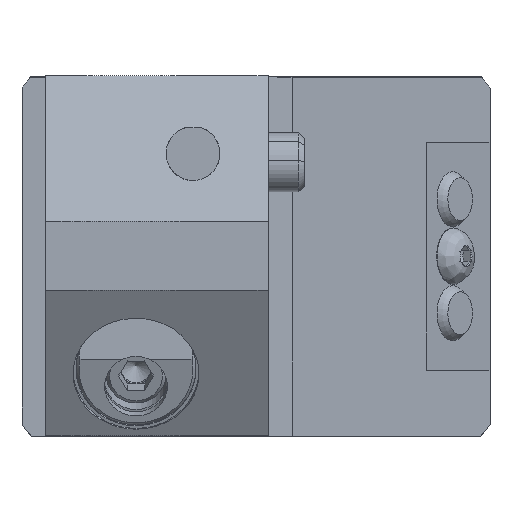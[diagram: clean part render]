
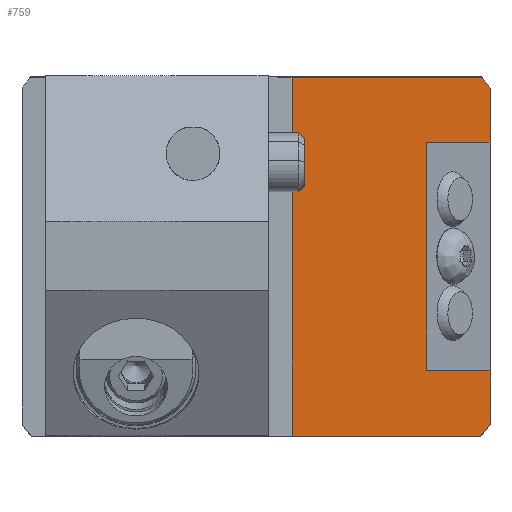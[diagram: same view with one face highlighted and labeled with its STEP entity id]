
A CAD part, top view. The second image highlights one B-rep face of the part: STEP entity #759.
In plain terms, the highlighted planar face has unit normal (0, 0, 1).
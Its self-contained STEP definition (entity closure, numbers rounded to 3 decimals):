
#364=FACE_OUTER_BOUND('',#1612,.T.);
#759=ADVANCED_FACE('',(#364),#1017,.F.);
#1017=PLANE('',#5510);
#1188=CIRCLE('',#5508,48.);
#1189=CIRCLE('',#5509,48.);
#1612=EDGE_LOOP('',(#2522,#2523,#2524,#2525,#2526,#2527,#2528,#2529,#2530,
#2531));
#2522=ORIENTED_EDGE('',*,*,#4079,.T.);
#2523=ORIENTED_EDGE('',*,*,#4080,.T.);
#2524=ORIENTED_EDGE('',*,*,#3691,.T.);
#2525=ORIENTED_EDGE('',*,*,#4078,.T.);
#2526=ORIENTED_EDGE('',*,*,#4081,.T.);
#2527=ORIENTED_EDGE('',*,*,#4082,.T.);
#2528=ORIENTED_EDGE('',*,*,#4076,.T.);
#2529=ORIENTED_EDGE('',*,*,#4067,.T.);
#2530=ORIENTED_EDGE('',*,*,#4083,.F.);
#2531=ORIENTED_EDGE('',*,*,#4084,.T.);
#3212=VERTEX_POINT('',#7253);
#3214=VERTEX_POINT('',#7256);
#3483=VERTEX_POINT('',#8514);
#3484=VERTEX_POINT('',#8516);
#3489=VERTEX_POINT('',#8529);
#3491=VERTEX_POINT('',#8536);
#3492=VERTEX_POINT('',#8540);
#3493=VERTEX_POINT('',#8541);
#3494=VERTEX_POINT('',#8544);
#3495=VERTEX_POINT('',#8547);
#3691=EDGE_CURVE('',#3214,#3212,#4390,.T.);
#4067=EDGE_CURVE('',#3484,#3483,#4610,.T.);
#4076=EDGE_CURVE('',#3489,#3484,#4617,.T.);
#4078=EDGE_CURVE('',#3212,#3491,#4619,.T.);
#4079=EDGE_CURVE('',#3492,#3493,#4620,.T.);
#4080=EDGE_CURVE('',#3493,#3214,#4621,.T.);
#4081=EDGE_CURVE('',#3491,#3494,#4622,.T.);
#4082=EDGE_CURVE('',#3494,#3489,#1188,.T.);
#4083=EDGE_CURVE('',#3495,#3483,#4623,.T.);
#4084=EDGE_CURVE('',#3495,#3492,#1189,.T.);
#4390=LINE('',#7255,#4817);
#4610=LINE('',#8515,#5037);
#4617=LINE('',#8533,#5044);
#4619=LINE('',#8537,#5046);
#4620=LINE('',#8539,#5047);
#4621=LINE('',#8542,#5048);
#4622=LINE('',#8543,#5049);
#4623=LINE('',#8546,#5050);
#4817=VECTOR('',#5773,1.);
#5037=VECTOR('',#6509,1.);
#5044=VECTOR('',#6524,1.);
#5046=VECTOR('',#6528,1.);
#5047=VECTOR('',#6531,1.);
#5048=VECTOR('',#6532,1.);
#5049=VECTOR('',#6533,1.);
#5050=VECTOR('',#6536,1.);
#5508=AXIS2_PLACEMENT_3D('',#8545,#6534,#6535);
#5509=AXIS2_PLACEMENT_3D('',#8548,#6537,#6538);
#5510=AXIS2_PLACEMENT_3D('',#8549,#6539,#6540);
#5773=DIRECTION('',(0.,1.,0.));
#6509=DIRECTION('',(0.,-1.,0.));
#6524=DIRECTION('',(-1.,0.,0.));
#6528=DIRECTION('',(1.,0.,0.));
#6531=DIRECTION('',(0.,1.,0.));
#6532=DIRECTION('',(-1.,0.,0.));
#6533=DIRECTION('',(0.,1.,0.));
#6534=DIRECTION('',(0.,0.,1.));
#6535=DIRECTION('',(-1.,0.,0.));
#6536=DIRECTION('',(-1.,0.,0.));
#6537=DIRECTION('',(0.,0.,1.));
#6538=DIRECTION('',(-1.,0.,0.));
#6539=DIRECTION('',(0.,0.,-1.));
#6540=DIRECTION('',(1.,0.,0.));
#7253=CARTESIAN_POINT('',(28.497,19.,33.));
#7255=CARTESIAN_POINT('',(28.497,-19.,33.));
#7256=CARTESIAN_POINT('',(28.497,-19.,33.));
#8514=CARTESIAN_POINT('',(6.,-30.,33.));
#8515=CARTESIAN_POINT('',(6.,-30.,33.));
#8516=CARTESIAN_POINT('',(6.,29.8,33.));
#8529=CARTESIAN_POINT('',(37.629,29.8,33.));
#8533=CARTESIAN_POINT('',(39.,29.8,33.));
#8536=CARTESIAN_POINT('',(39.,19.,33.));
#8537=CARTESIAN_POINT('',(39.,19.,33.));
#8539=CARTESIAN_POINT('',(39.,-30.,33.));
#8540=CARTESIAN_POINT('',(39.,-27.982,33.));
#8541=CARTESIAN_POINT('',(39.,-19.,33.));
#8542=CARTESIAN_POINT('',(39.,-19.,33.));
#8543=CARTESIAN_POINT('',(39.,-30.,33.));
#8544=CARTESIAN_POINT('',(39.,27.982,33.));
#8545=CARTESIAN_POINT('',(0.,0.,33.));
#8546=CARTESIAN_POINT('',(2.,-30.,33.));
#8547=CARTESIAN_POINT('',(37.47,-30.,33.));
#8548=CARTESIAN_POINT('',(0.,0.,33.));
#8549=CARTESIAN_POINT('',(39.,-30.,33.));
